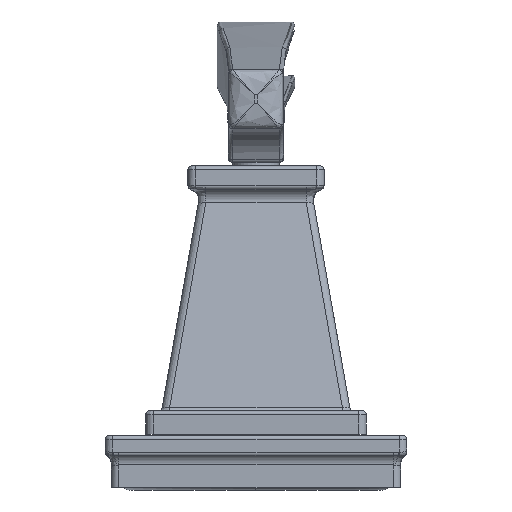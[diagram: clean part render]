
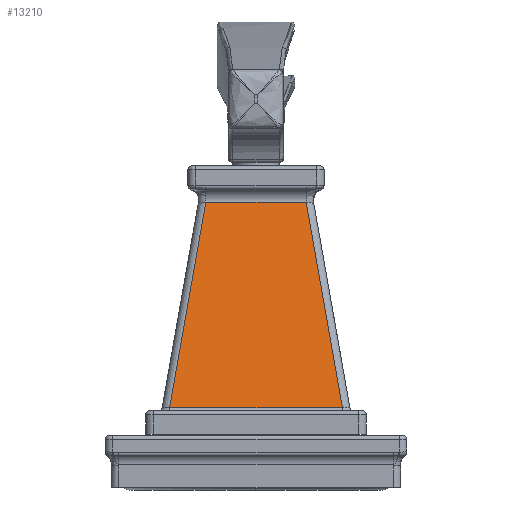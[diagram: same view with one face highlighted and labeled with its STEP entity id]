
A CAD part, left-side view. The second image highlights one B-rep face of the part: STEP entity #13210.
In plain terms, the highlighted face is planar.
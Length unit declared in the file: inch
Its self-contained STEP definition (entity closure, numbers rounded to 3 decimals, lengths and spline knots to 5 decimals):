
#9504=DIRECTION('',(0.,0.,-1.));
#9505=VECTOR('',#9504,1.36796);
#9506=CARTESIAN_POINT('',(0.74307,0.21229,
0.68398));
#9507=LINE('',#9506,#9505);
#9508=DIRECTION('',(-0.171,0.97,-0.171));
#9509=VECTOR('',#9508,1.67597);
#9510=CARTESIAN_POINT('',(0.74307,0.21229,
0.68398));
#9511=LINE('',#9510,#9509);
#9512=DIRECTION('',(0.,0.,-1.));
#9513=VECTOR('',#9512,0.79448);
#9514=CARTESIAN_POINT('',(0.45633,1.83846,
0.39724));
#9515=LINE('',#9514,#9513);
#9516=DIRECTION('',(-0.171,0.97,0.171));
#9517=VECTOR('',#9516,1.67597);
#9518=CARTESIAN_POINT('',(0.74307,0.21229,
-0.68398));
#9519=LINE('',#9518,#9517);
#12342=CARTESIAN_POINT('',(0.45633,1.83846,
0.39724));
#12343=CARTESIAN_POINT('',(0.45633,1.83846,
-0.39724));
#12344=VERTEX_POINT('',#12342);
#12345=VERTEX_POINT('',#12343);
#12382=CARTESIAN_POINT('',(0.74307,0.21229,
0.68398));
#12383=CARTESIAN_POINT('',(0.74307,0.21229,
-0.68398));
#12384=VERTEX_POINT('',#12382);
#12385=VERTEX_POINT('',#12383);
#13197=CARTESIAN_POINT('',(0.7805,0.,0.7805));
#13198=DIRECTION('',(0.985,0.174,0.));
#13199=DIRECTION('',(0.,0.,-1.));
#13200=AXIS2_PLACEMENT_3D('',#13197,#13198,#13199);
#13201=PLANE('',#13200);
#13202=ORIENTED_EDGE('',*,*,#12941,.F.);
#13204=ORIENTED_EDGE('',*,*,#13203,.T.);
#13206=ORIENTED_EDGE('',*,*,#13205,.T.);
#13207=ORIENTED_EDGE('',*,*,#13189,.F.);
#13208=EDGE_LOOP('',(#13202,#13204,#13206,#13207));
#13209=FACE_OUTER_BOUND('',#13208,.F.);
#13210=ADVANCED_FACE('',(#13209),#13201,.T.);
#12941=EDGE_CURVE('',#12384,#12385,#9507,.T.);
#13189=EDGE_CURVE('',#12385,#12345,#9519,.T.);
#13203=EDGE_CURVE('',#12384,#12344,#9511,.T.);
#13205=EDGE_CURVE('',#12344,#12345,#9515,.T.);
